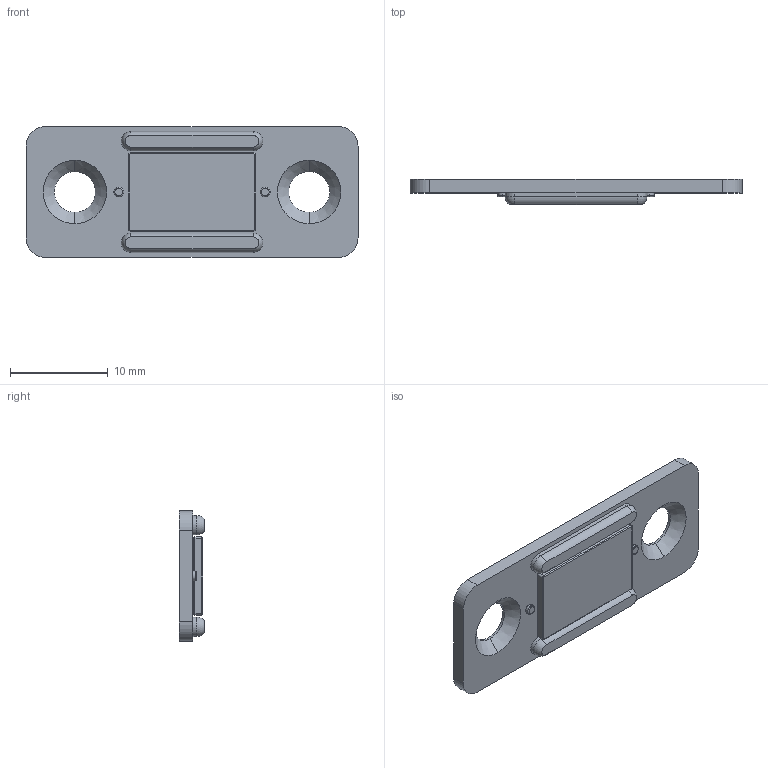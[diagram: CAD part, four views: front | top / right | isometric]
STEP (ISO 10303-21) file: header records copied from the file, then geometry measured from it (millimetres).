
FILE_DESCRIPTION (( 'STEP AP214' ), '1' );
FILE_NAME ('TL_426.STEP', '2018-08-21T01:29:43', ( '' ), ( '' ), 'SwSTEP 2.0', 'SolidWorks 2015', '' );
FILE_SCHEMA (( 'AUTOMOTIVE_DESIGN' ));
Length unit declared in the file: millimetre
Products named in the file (1): TL_426
Bounding box: 34 x 2.6 x 13.4 mm (x, y, z)
Volume: 737 mm3; surface area: 1150.5 mm2
Topology: 1 solids, 1 shells, 76 faces, 172 edges, 104 vertices
Faces by surface type: cylinder 32, plane 24, torus 12, cone 4, sphere 4
Entity records: 2170 total; most frequent: DIRECTION 414, CARTESIAN_POINT 353, ORIENTED_EDGE 344, EDGE_CURVE 172, AXIS2_PLACEMENT_3D 165, VERTEX_POINT 104, CIRCLE 88, EDGE_LOOP 86
